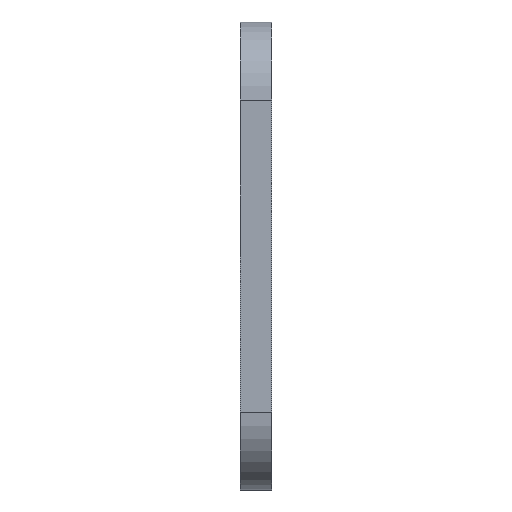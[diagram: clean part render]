
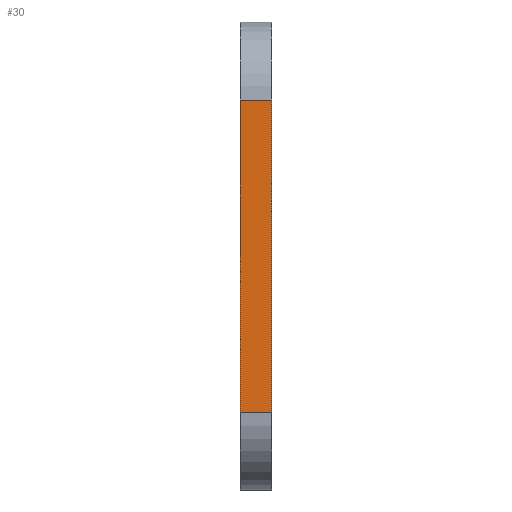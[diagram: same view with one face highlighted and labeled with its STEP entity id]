
A CAD part, left-side view. The second image highlights one B-rep face of the part: STEP entity #30.
In plain terms, the highlighted planar face has unit normal (-1, 0, 0).
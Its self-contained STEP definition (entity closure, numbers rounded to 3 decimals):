
#9 = DIRECTION ( 'NONE',  ( 0., 0., 1. ) ) ;
#30 = ADVANCED_FACE ( 'NONE', ( #1417 ), #879, .T. ) ;
#74 = CARTESIAN_POINT ( 'NONE',  ( -40.8, -10., -20.8 ) ) ;
#86 = EDGE_CURVE ( 'NONE', #873, #1192, #975, .T. ) ;
#120 = DIRECTION ( 'NONE',  ( -1., 0., 0. ) ) ;
#130 = DIRECTION ( 'NONE',  ( 0., -1., 0. ) ) ;
#211 = DIRECTION ( 'NONE',  ( 0., -1., 0. ) ) ;
#315 = CARTESIAN_POINT ( 'NONE',  ( -40.8, 0., -20.8 ) ) ;
#341 = AXIS2_PLACEMENT_3D ( 'NONE', #637, #120, #9 ) ;
#352 = LINE ( 'NONE', #372, #1315 ) ;
#372 = CARTESIAN_POINT ( 'NONE',  ( -40.8, -10., -4.8 ) ) ;
#437 = ORIENTED_EDGE ( 'NONE', *, *, #751, .T. ) ;
#537 = CARTESIAN_POINT ( 'NONE',  ( -40.8, 0., -25.6 ) ) ;
#549 = VECTOR ( 'NONE', #912, 1000. ) ;
#575 = ORIENTED_EDGE ( 'NONE', *, *, #842, .F. ) ;
#637 = CARTESIAN_POINT ( 'NONE',  ( -40.8, -10., -24.8 ) ) ;
#650 = CARTESIAN_POINT ( 'NONE',  ( -40.8, -1.6, -4.8 ) ) ;
#732 = VERTEX_POINT ( 'NONE', #1084 ) ;
#751 = EDGE_CURVE ( 'NONE', #1205, #873, #1072, .T. ) ;
#782 = LINE ( 'NONE', #537, #1044 ) ;
#792 = VECTOR ( 'NONE', #211, 1000. ) ;
#842 = EDGE_CURVE ( 'NONE', #1205, #732, #782, .T. ) ;
#866 = DIRECTION ( 'NONE',  ( 0., 0., 1. ) ) ;
#873 = VERTEX_POINT ( 'NONE', #1143 ) ;
#876 = EDGE_CURVE ( 'NONE', #732, #1192, #352, .T. ) ;
#879 = PLANE ( 'NONE',  #341 ) ;
#912 = DIRECTION ( 'NONE',  ( 0., 0., 1. ) ) ;
#975 = LINE ( 'NONE', #1351, #549 ) ;
#1034 = ORIENTED_EDGE ( 'NONE', *, *, #876, .F. ) ;
#1044 = VECTOR ( 'NONE', #866, 1000. ) ;
#1072 = LINE ( 'NONE', #74, #792 ) ;
#1084 = CARTESIAN_POINT ( 'NONE',  ( -40.8, 0., -4.8 ) ) ;
#1143 = CARTESIAN_POINT ( 'NONE',  ( -40.8, -1.6, -20.8 ) ) ;
#1192 = VERTEX_POINT ( 'NONE', #650 ) ;
#1205 = VERTEX_POINT ( 'NONE', #315 ) ;
#1315 = VECTOR ( 'NONE', #130, 1000. ) ;
#1344 = ORIENTED_EDGE ( 'NONE', *, *, #86, .T. ) ;
#1351 = CARTESIAN_POINT ( 'NONE',  ( -40.8, -1.6, -24.8 ) ) ;
#1417 = FACE_OUTER_BOUND ( 'NONE', #1438, .T. ) ;
#1438 = EDGE_LOOP ( 'NONE', ( #1344, #1034, #575, #437 ) ) ;
